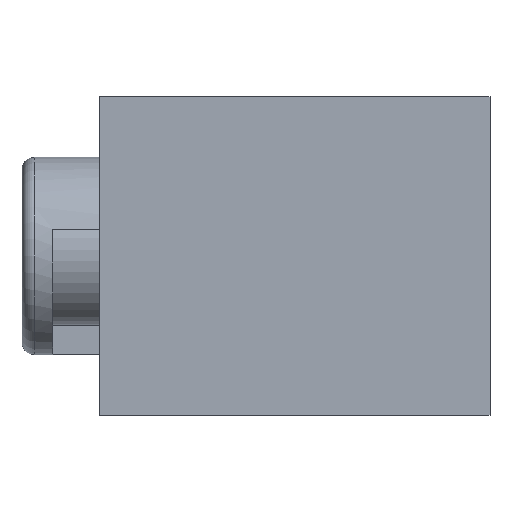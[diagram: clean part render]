
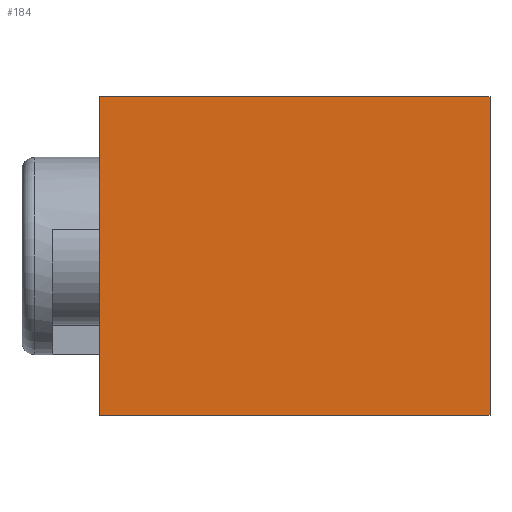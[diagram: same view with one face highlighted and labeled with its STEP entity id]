
A CAD part, left-side view. The second image highlights one B-rep face of the part: STEP entity #184.
In plain terms, the highlighted planar face has unit normal (-1, 0, 0).
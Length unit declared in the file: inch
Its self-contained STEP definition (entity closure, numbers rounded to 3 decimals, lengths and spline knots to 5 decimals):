
#25 = DIRECTION ( 'NONE',  ( 0., 0., 1. ) ) ;
#77 = CARTESIAN_POINT ( 'NONE',  ( -0.15354, 0., 0.15354 ) ) ;
#88 = ORIENTED_EDGE ( 'NONE', *, *, #592, .F. ) ;
#148 = ORIENTED_EDGE ( 'NONE', *, *, #265, .T. ) ;
#160 = VECTOR ( 'NONE', #1489, 39.37008 ) ;
#184 = ADVANCED_FACE ( 'NONE', ( #361 ), #494, .F. ) ;
#265 = EDGE_CURVE ( 'NONE', #1584, #1563, #728, .T. ) ;
#315 = VECTOR ( 'NONE', #25, 39.37008 ) ;
#347 = LINE ( 'NONE', #442, #1058 ) ;
#359 = EDGE_CURVE ( 'NONE', #390, #499, #1063, .T. ) ;
#361 = FACE_OUTER_BOUND ( 'NONE', #1328, .T. ) ;
#390 = VERTEX_POINT ( 'NONE', #1361 ) ;
#396 = VECTOR ( 'NONE', #955, 39.37008 ) ;
#419 = DIRECTION ( 'NONE',  ( 0., 0., 1. ) ) ;
#442 = CARTESIAN_POINT ( 'NONE',  ( -0.15354, 0.37598, 0.15354 ) ) ;
#494 = PLANE ( 'NONE',  #1687 ) ;
#499 = VERTEX_POINT ( 'NONE', #816 ) ;
#592 = EDGE_CURVE ( 'NONE', #1584, #390, #347, .T. ) ;
#728 = LINE ( 'NONE', #1200, #396 ) ;
#739 = EDGE_CURVE ( 'NONE', #1563, #499, #1061, .T. ) ;
#816 = CARTESIAN_POINT ( 'NONE',  ( -0.15354, 0., 0.15354 ) ) ;
#955 = DIRECTION ( 'NONE',  ( 0., -1., 0. ) ) ;
#1058 = VECTOR ( 'NONE', #419, 39.37008 ) ;
#1061 = LINE ( 'NONE', #77, #315 ) ;
#1063 = LINE ( 'NONE', #1493, #160 ) ;
#1200 = CARTESIAN_POINT ( 'NONE',  ( -0.15354, 0.11811, -0.15354 ) ) ;
#1238 = CARTESIAN_POINT ( 'NONE',  ( -0.15354, 0., -0.15354 ) ) ;
#1263 = CARTESIAN_POINT ( 'NONE',  ( -0.15354, 0.37598, -0.15354 ) ) ;
#1300 = ORIENTED_EDGE ( 'NONE', *, *, #739, .T. ) ;
#1328 = EDGE_LOOP ( 'NONE', ( #1300, #1668, #88, #148 ) ) ;
#1361 = CARTESIAN_POINT ( 'NONE',  ( -0.15354, 0.37598, 0.15354 ) ) ;
#1489 = DIRECTION ( 'NONE',  ( 0., -1., 0. ) ) ;
#1493 = CARTESIAN_POINT ( 'NONE',  ( -0.15354, 0.11811, 0.15354 ) ) ;
#1501 = DIRECTION ( 'NONE',  ( 0., 0., -1. ) ) ;
#1516 = DIRECTION ( 'NONE',  ( 1., 0., 0. ) ) ;
#1543 = CARTESIAN_POINT ( 'NONE',  ( -0.15354, 0.11811, 0.15354 ) ) ;
#1563 = VERTEX_POINT ( 'NONE', #1238 ) ;
#1584 = VERTEX_POINT ( 'NONE', #1263 ) ;
#1668 = ORIENTED_EDGE ( 'NONE', *, *, #359, .F. ) ;
#1687 = AXIS2_PLACEMENT_3D ( 'NONE', #1543, #1516, #1501 ) ;
